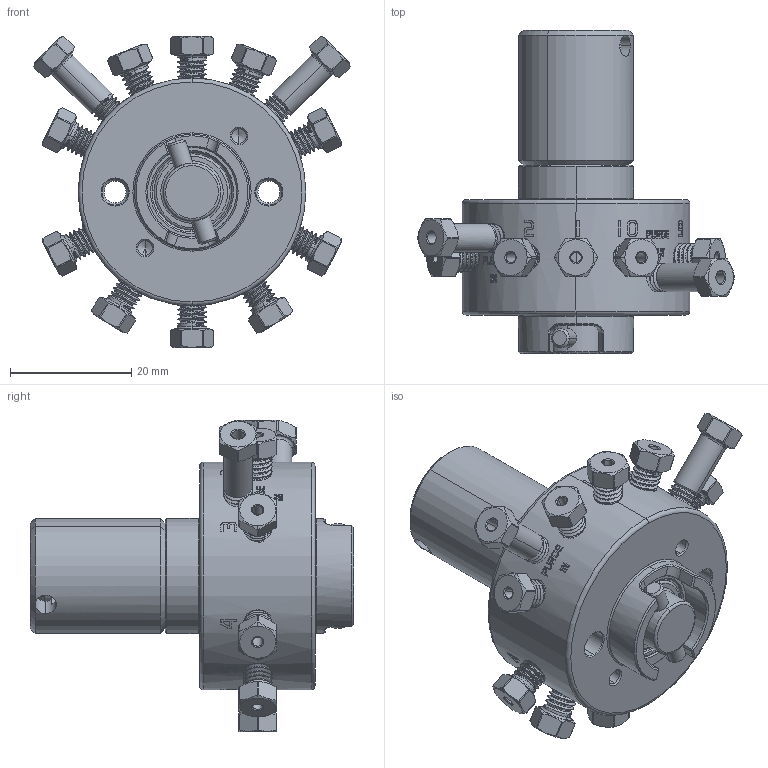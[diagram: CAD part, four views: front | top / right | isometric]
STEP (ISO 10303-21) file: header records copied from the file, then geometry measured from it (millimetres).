
FILE_DESCRIPTION (( 'STEP AP214' ), '1' );
FILE_NAME ('RVP10-16R2-0001_BLANK.STEP', '2023-09-22T14:37:20', ( '' ), ( '' ), 'SwSTEP 2.0', 'SolidWorks 2022', '' );
FILE_SCHEMA (( 'AUTOMOTIVE_DESIGN' ));
Length unit declared in the file: millimetre
Products named in the file (1): RVP10-16R2-0001_BLANK
Bounding box: 52.33 x 53.34 x 51.46 mm (x, y, z)
Volume: 27351.9 mm3; surface area: 14993.3 mm2
Topology: 14 solids, 15 shells, 2489 faces, 6786 edges, 4457 vertices
Faces by surface type: plane 1184, bspline 597, cylinder 482, cone 182, torus 44
Entity records: 172181 total; most frequent: CARTESIAN_POINT 88035, ORIENTED_EDGE 13560, DIRECTION 9143, EDGE_CURVE 6780, VERTEX_POINT 4457, LINE 3429, VECTOR 3429, AXIS2_PLACEMENT_3D 2857
